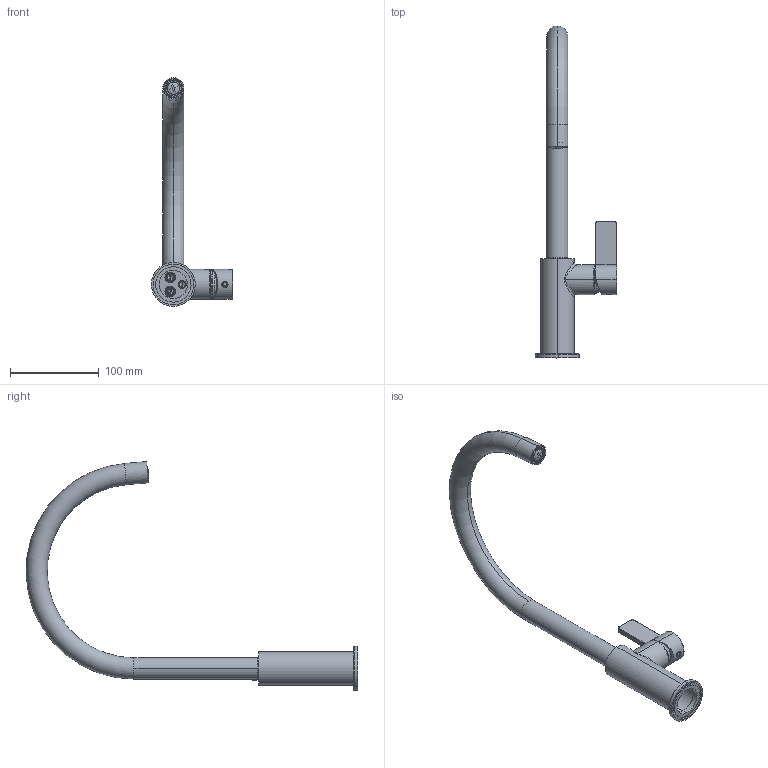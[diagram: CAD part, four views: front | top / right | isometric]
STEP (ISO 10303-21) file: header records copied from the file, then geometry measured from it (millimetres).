
FILE_DESCRIPTION (( 'STEP AP203' ), '1' );
FILE_NAME ('FLAG96113_---.STEP', '2013-11-26T07:52:46', ( 'ANGELO' ), ( '' ), 'SwSTEP 2.0', 'SolidWorks 2013', '' );
FILE_SCHEMA (( 'CONFIG_CONTROL_DESIGN' ));
Length unit declared in the file: millimetre
Products named in the file (10): anello_base_96007; tappino_copriforo_cromato_piatto_38007_000; FLAG96113_---; leva_96001_000; coprighiera_lavello_Ø34_92010_000; corpo_lavello_girevole_96009; inserto_37135_000; Grano_M4x4.5_00974_000; canna_Ø24_82502_000; aeratore_cache_JR_M21.5x1_01437_000
Assembly tree (9 placements, depth 2):
  FLAG96113_---
    tappino_copriforo_cromato_piatto_38007_000
    leva_96001_000
    coprighiera_lavello_Ø34_92010_000
    corpo_lavello_girevole_96009
    inserto_37135_000
    Grano_M4x4.5_00974_000
    canna_Ø24_82502_000
    aeratore_cache_JR_M21.5x1_01437_000
    anello_base_96007
Bounding box: 91.82 x 374.88 x 258.54 mm (x, y, z)
Volume: 186770.8 mm3; surface area: 116435.9 mm2
Topology: 9 solids, 9 shells, 496 faces, 1152 edges, 686 vertices
Faces by surface type: cylinder 149, plane 118, torus 111, cone 100, bspline 16, sphere 2
Entity records: 16797 total; most frequent: CARTESIAN_POINT 4338, DIRECTION 2610, ORIENTED_EDGE 2272, EDGE_CURVE 1136, AXIS2_PLACEMENT_3D 1108, VERTEX_POINT 686, CIRCLE 616, EDGE_LOOP 546
